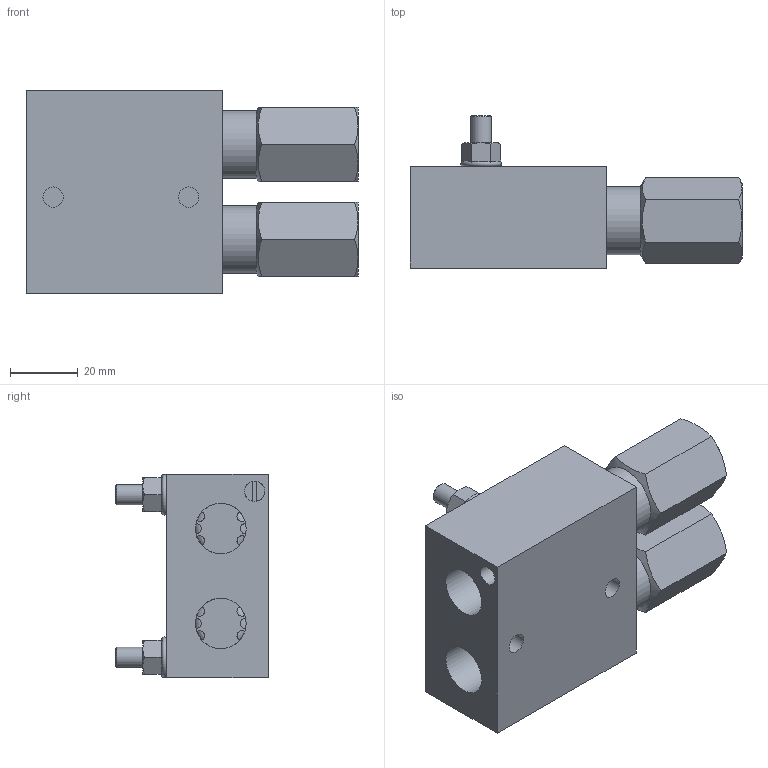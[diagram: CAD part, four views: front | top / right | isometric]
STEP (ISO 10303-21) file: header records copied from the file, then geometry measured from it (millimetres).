
FILE_DESCRIPTION( ( 'STEP AP214' ), '1' );
FILE_NAME( 'RØR MOTION CONTROL VALVE LHK 22G-21.stp', '2019-09-17T08:31:32', ( '' ), ( '' ), ' ', 'PARTsolutions', ' ' );
FILE_SCHEMA( ( 'AUTOMOTIVE_DESIGN { 1 0 10303 214 1 1 1 1 }' ) );
Length unit declared in the file: millimetre
Products named in the file (5): 101954191 HAWE LHK 22 G -21; _HAWE LHK 22 G -21; _HAWE Lasthalteeinsatz-LHK22; _HAWE Seal-Lock-Bundmutter-Gewindestift-M6; _HAWE Schraube-6999049-DR
Assembly tree (7 placements, depth 2):
  101954191 HAWE LHK 22 G -21
    _HAWE LHK 22 G -21
    _HAWE Lasthalteeinsatz-LHK22  x2
    _HAWE Seal-Lock-Bundmutter-Gewindestift-M6  x2
    _HAWE Schraube-6999049-DR  x2
Bounding box: 98 x 45 x 60 mm (x, y, z)
Volume: 114980.2 mm3; surface area: 38580.7 mm2
Topology: 7 solids, 7 shells, 234 faces, 520 edges, 336 vertices
Faces by surface type: plane 124, cylinder 68, cone 36, torus 6
Full cylindrical faces by diameter (mm): 1.5 x4, 1.95 x2, 3 x12, 4 x4, 4.3 x2, 5.8 x2, 6 x12, 6.5 x4, 9 x2, 11 x2, 14.95 x4, 15.3 x2, 15.7 x2, 16.5 x2, 18 x8, 20 x4
Entity records: 5570 total; most frequent: CARTESIAN_POINT 1029, DIRECTION 708, ORIENTED_EDGE 544, AXIS2_PLACEMENT_3D 314, EDGE_CURVE 272, EDGE_LOOP 260, VERTEX_POINT 211, FACE_OUTER_BOUND 205
